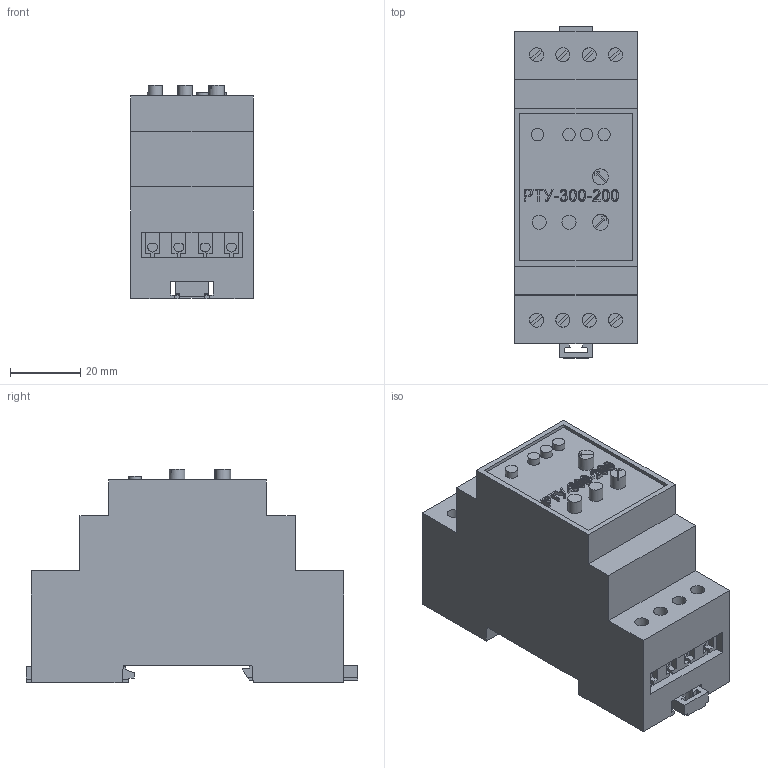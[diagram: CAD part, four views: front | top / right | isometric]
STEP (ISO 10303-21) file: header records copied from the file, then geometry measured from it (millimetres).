
FILE_DESCRIPTION(('STEP AP214'), '1');
FILE_NAME('ﾐﾒﾓ-300-200', '', ('UNSPECIFIED'), ('UNSPECIFIED'), 'ASCON STEP Converter 1.3', 'ASCON Math Kernel', '');
FILE_SCHEMA(('AUTOMOTIVE_DESIGN { 1 0 10303 214 3 1 1}'));
Length unit declared in the file: millimetre
Bounding box: 35 x 94.7 x 60.79 mm (x, y, z)
Volume: 37768.6 mm3; surface area: 41795.7 mm2
Topology: 2 solids, 3 shells, 824 faces, 2317 edges, 1542 vertices
Faces by surface type: cylinder 471, plane 353
Full cylindrical faces by diameter (mm): 3.5 x4, 4 x10, 4.5 x2
Entity records: 33545 total; most frequent: DIRECTION 4931, CARTESIAN_POINT 4668, ORIENTED_EDGE 4602, EDGE_CURVE 2301, AXIS2_PLACEMENT_3D 1805, VERTEX_POINT 1542, LINE 1321, VECTOR 1321
